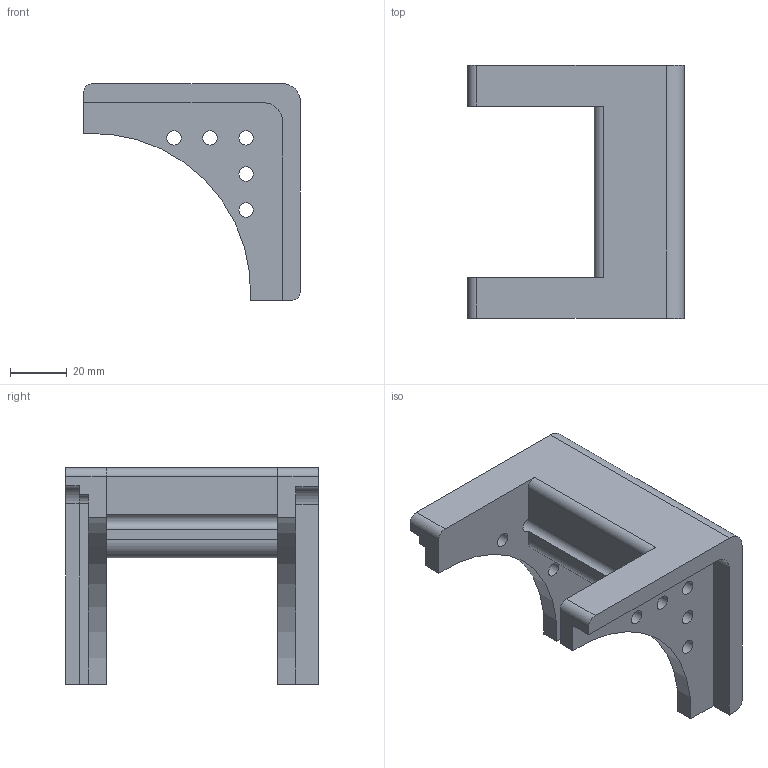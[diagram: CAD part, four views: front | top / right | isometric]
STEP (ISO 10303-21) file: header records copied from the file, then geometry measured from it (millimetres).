
FILE_DESCRIPTION(/* description */ (''),/* implementation_level */ '2;1');
FILE_NAME(/* name */ 'DB1-016.stp',/* time_stamp */ '2025-03-05T16:57:28-05:00',/* author */ ('mavericks'),/* organization */ (''),/* preprocessor_version */ 'ST-DEVELOPER v19.2',/* originating_system */ 'Autodesk Inventor 2023',/* authorisation */ '');
FILE_SCHEMA (('AUTOMOTIVE_DESIGN { 1 0 10303 214 3 1 1 }'));
Length unit declared in the file: inch
Products named in the file (1): DB1-016
Bounding box: 76.2 x 88.9 x 76.2 mm (x, y, z)
Volume: 110277.5 mm3; surface area: 27521.9 mm2
Topology: 1 solids, 1 shells, 42 faces, 130 edges, 86 vertices
Faces by surface type: plane 23, cylinder 19
Full cylindrical faces by diameter (mm): 5.105 x7
Entity records: 1543 total; most frequent: ORIENTED_EDGE 260, DIRECTION 260, CARTESIAN_POINT 259, EDGE_CURVE 130, AXIS2_PLACEMENT_3D 87, LINE 86, VECTOR 86, VERTEX_POINT 86
